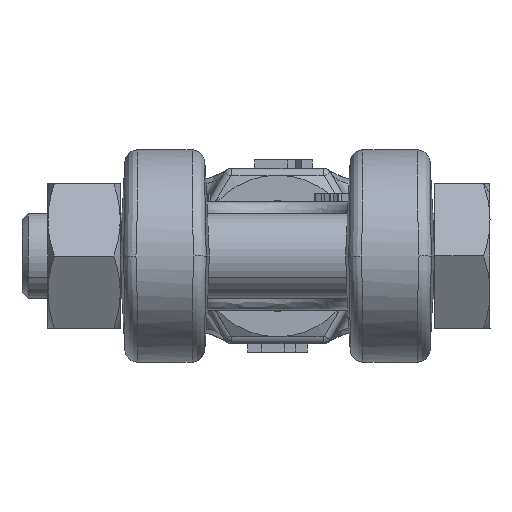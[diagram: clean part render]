
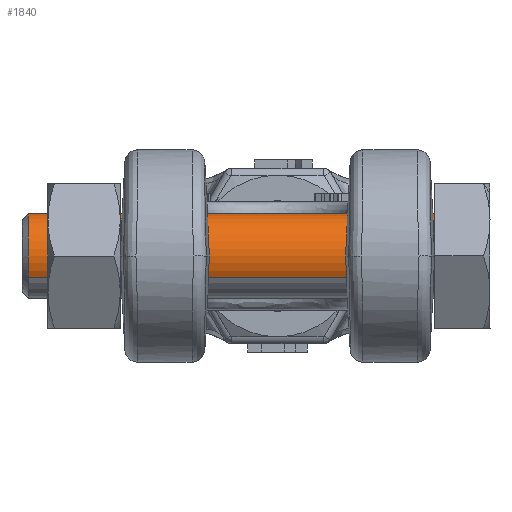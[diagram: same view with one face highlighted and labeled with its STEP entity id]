
A CAD part, left-side view. The second image highlights one B-rep face of the part: STEP entity #1840.
In plain terms, the highlighted cylindrical face has radius 5 mm (diameter 10 mm), a partial arc.
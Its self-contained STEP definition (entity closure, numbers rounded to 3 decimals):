
#1840=ADVANCED_FACE('',(#3463),#3464,.T.);
#3463=FACE_OUTER_BOUND('',#13783,.T.);
#3464=CYLINDRICAL_SURFACE('',#13784,5.0);
#13783=EDGE_LOOP('',(#19227,#19228,#19229,#19230));
#13784=AXIS2_PLACEMENT_3D('',#19231,#19232,#19233);
#19227=ORIENTED_EDGE('',*,*,#21767,.F.);
#19228=ORIENTED_EDGE('',*,*,#21768,.T.);
#19229=ORIENTED_EDGE('',*,*,#21769,.F.);
#19230=ORIENTED_EDGE('',*,*,#21770,.F.);
#19231=CARTESIAN_POINT('',(-114.055,178.73,212.433));
#19232=DIRECTION('',(0.,-1.0,0.));
#19233=DIRECTION('',(0.866,0.,0.5));
#21767=EDGE_CURVE('',#24970,#24971,#24972,.T.);
#21768=EDGE_CURVE('',#24970,#24973,#24974,.T.);
#21769=EDGE_CURVE('',#24975,#24973,#24976,.T.);
#21770=EDGE_CURVE('',#24971,#24975,#24977,.T.);
#24970=VERTEX_POINT('',#37738);
#24971=VERTEX_POINT('',#37739);
#24972=LINE('',#37740,#37741);
#24973=VERTEX_POINT('',#37742);
#24974=CIRCLE('',#37743,5.0);
#24975=VERTEX_POINT('',#37744);
#24976=LINE('',#37745,#37746);
#24977=CIRCLE('',#37747,5.0);
#37738=CARTESIAN_POINT('',(-109.725,178.73,214.933));
#37739=CARTESIAN_POINT('',(-109.725,130.98,214.933));
#37740=CARTESIAN_POINT('',(-109.725,178.73,214.933));
#37741=VECTOR('',#40618,1.0);
#37742=CARTESIAN_POINT('',(-118.385,178.73,209.933));
#37743=AXIS2_PLACEMENT_3D('',#40619,#40620,#40621);
#37744=CARTESIAN_POINT('',(-118.385,130.98,209.933));
#37745=CARTESIAN_POINT('',(-118.385,178.73,209.933));
#37746=VECTOR('',#40622,1.0);
#37747=AXIS2_PLACEMENT_3D('',#40623,#40624,#40625);
#40618=DIRECTION('',(0.,-1.0,0.));
#40619=CARTESIAN_POINT('',(-114.055,178.73,212.433));
#40620=DIRECTION('',(0.,-1.0,0.));
#40621=DIRECTION('',(0.866,0.,0.5));
#40622=DIRECTION('',(0.,1.0,0.));
#40623=CARTESIAN_POINT('',(-114.055,130.98,212.433));
#40624=DIRECTION('',(0.,-1.0,0.));
#40625=DIRECTION('',(0.866,0.,0.5));
